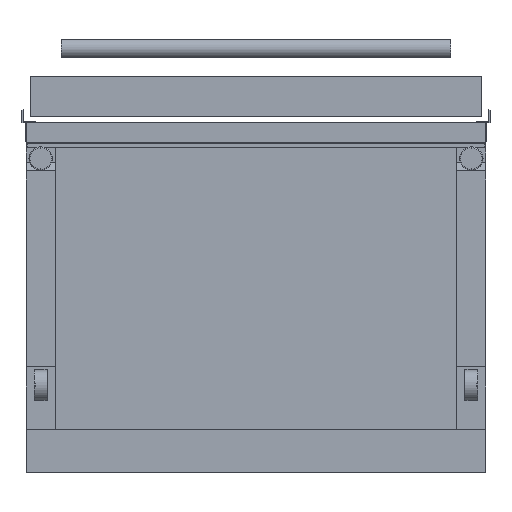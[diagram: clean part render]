
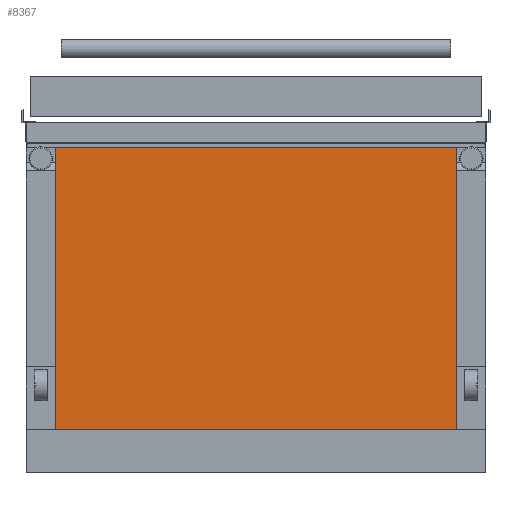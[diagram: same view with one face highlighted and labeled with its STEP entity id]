
A CAD part, front view. The second image highlights one B-rep face of the part: STEP entity #8367.
In plain terms, the highlighted planar face has unit normal (0, -1, 0).
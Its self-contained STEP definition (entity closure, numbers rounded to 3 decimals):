
#156 = EDGE_CURVE ( 'NONE', #7871, #1952, #7437, .T. ) ;
#338 = CARTESIAN_POINT ( 'NONE',  ( 321., -990.85, -280. ) ) ;
#371 = VECTOR ( 'NONE', #5058, 1000. ) ;
#402 = PLANE ( 'NONE',  #8934 ) ;
#1036 = DIRECTION ( 'NONE',  ( 0., 0., 1. ) ) ;
#1075 = DIRECTION ( 'NONE',  ( 0., 0., 1. ) ) ;
#1256 = VECTOR ( 'NONE', #7616, 1000. ) ;
#1363 = ORIENTED_EDGE ( 'NONE', *, *, #3947, .T. ) ;
#1473 = EDGE_CURVE ( 'NONE', #7871, #7593, #3654, .T. ) ;
#1952 = VERTEX_POINT ( 'NONE', #9932 ) ;
#1961 = DIRECTION ( 'NONE',  ( 0., 1., 0. ) ) ;
#2071 = DIRECTION ( 'NONE',  ( 0., 0., 1. ) ) ;
#2517 = LINE ( 'NONE', #5025, #371 ) ;
#3574 = ORIENTED_EDGE ( 'NONE', *, *, #1473, .F. ) ;
#3654 = LINE ( 'NONE', #9086, #5922 ) ;
#3947 = EDGE_CURVE ( 'NONE', #1952, #8627, #9603, .T. ) ;
#4261 = EDGE_LOOP ( 'NONE', ( #3574, #10276, #1363, #8151 ) ) ;
#4647 = CARTESIAN_POINT ( 'NONE',  ( -321., -990.85, -210.4 ) ) ;
#4968 = CARTESIAN_POINT ( 'NONE',  ( -321., -990.85, 240. ) ) ;
#5025 = CARTESIAN_POINT ( 'NONE',  ( 321., -990.85, 240. ) ) ;
#5058 = DIRECTION ( 'NONE',  ( 1., 0., 0. ) ) ;
#5094 = CARTESIAN_POINT ( 'NONE',  ( 321., -990.85, -280. ) ) ;
#5096 = CARTESIAN_POINT ( 'NONE',  ( 321., -990.85, 240. ) ) ;
#5922 = VECTOR ( 'NONE', #1075, 1000. ) ;
#7437 = LINE ( 'NONE', #8392, #1256 ) ;
#7465 = VECTOR ( 'NONE', #1036, 1000. ) ;
#7593 = VERTEX_POINT ( 'NONE', #4968 ) ;
#7616 = DIRECTION ( 'NONE',  ( 1., 0., 0. ) ) ;
#7668 = FACE_OUTER_BOUND ( 'NONE', #4261, .T. ) ;
#7871 = VERTEX_POINT ( 'NONE', #4647 ) ;
#8151 = ORIENTED_EDGE ( 'NONE', *, *, #9975, .F. ) ;
#8367 = ADVANCED_FACE ( 'NONE', ( #7668 ), #402, .F. ) ;
#8392 = CARTESIAN_POINT ( 'NONE',  ( 368., -990.85, -210.4 ) ) ;
#8627 = VERTEX_POINT ( 'NONE', #5096 ) ;
#8934 = AXIS2_PLACEMENT_3D ( 'NONE', #338, #1961, #2071 ) ;
#9086 = CARTESIAN_POINT ( 'NONE',  ( -321., -990.85, -280. ) ) ;
#9603 = LINE ( 'NONE', #5094, #7465 ) ;
#9932 = CARTESIAN_POINT ( 'NONE',  ( 321., -990.85, -210.4 ) ) ;
#9975 = EDGE_CURVE ( 'NONE', #7593, #8627, #2517, .T. ) ;
#10276 = ORIENTED_EDGE ( 'NONE', *, *, #156, .T. ) ;
